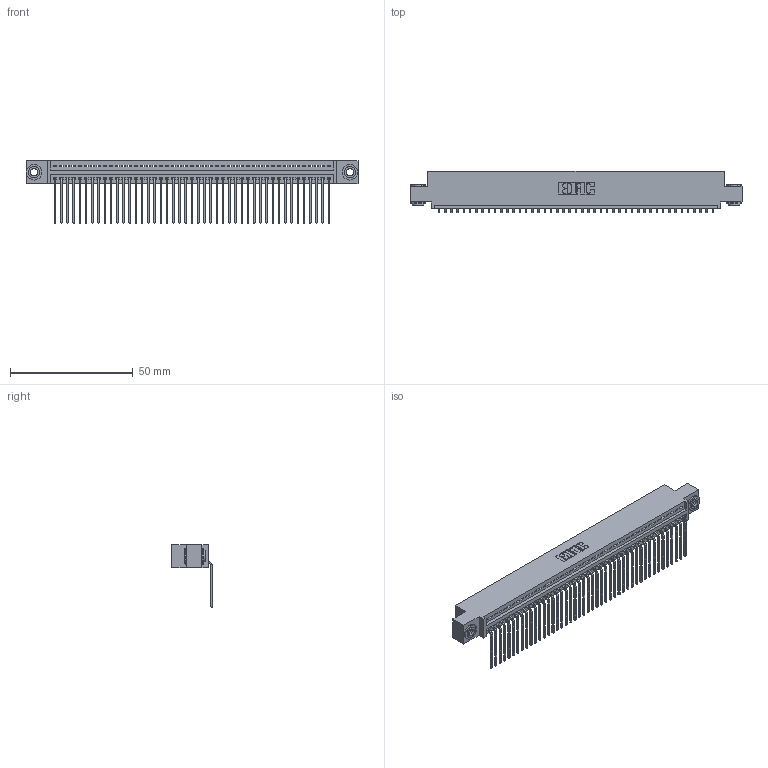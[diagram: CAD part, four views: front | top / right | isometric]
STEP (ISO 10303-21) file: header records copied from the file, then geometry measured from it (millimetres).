
FILE_DESCRIPTION (( 'STEP AP203' ), '1' );
FILE_NAME ('395-045-559-403.STEP', '2018-11-16T01:48:14', ( '' ), ( '' ), 'SwSTEP 2.0', 'SolidWorks 2016', '' );
FILE_SCHEMA (( 'CONFIG_CONTROL_DESIGN' ));
Length unit declared in the file: inch
Products named in the file (4): 345 Part_0.110 Offset - 0.156 Dia-TH; 345-292-001_558 559 Tail - 1; 395-045-559-403; 345-250-002_345-250-002-102
Assembly tree (48 placements, depth 2):
  395-045-559-403
    345 Part_0.110 Offset - 0.156 Dia-TH
    345-292-001_558 559 Tail - 1  x45
    345-250-002_345-250-002-102  x2
Bounding box: 135.51 x 16.75 x 25.53 mm (x, y, z)
Volume: 12991.3 mm3; surface area: 18482.4 mm2
Topology: 48 solids, 48 shells, 2868 faces, 8619 edges, 5682 vertices
Faces by surface type: plane 1984, cylinder 876, cone 8
Entity records: 34330 total; most frequent: CARTESIAN_POINT 5926, ORIENTED_EDGE 5898, DIRECTION 5201, EDGE_CURVE 2949, LINE 2613, VECTOR 2613, VERTEX_POINT 1962, AXIS2_PLACEMENT_3D 1294
